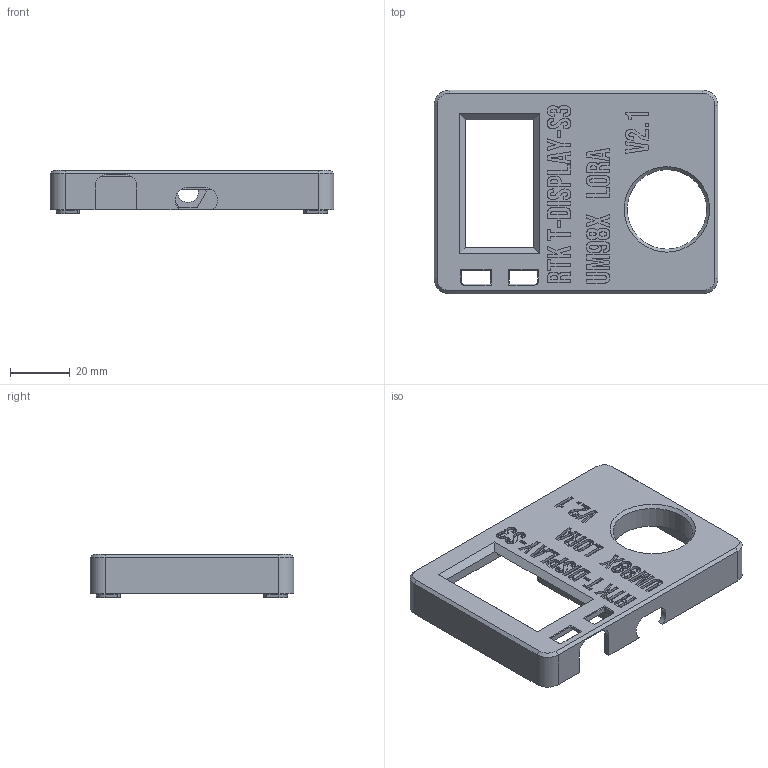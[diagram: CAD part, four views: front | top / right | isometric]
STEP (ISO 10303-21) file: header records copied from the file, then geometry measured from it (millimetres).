
FILE_DESCRIPTION(/* description */ ('STEP AP242','CAx-IF Rec.Pracs.---Representation and Presentation of Product Manufacturing Information (PMI)---4.0---2014-10-13','CAx-IF Rec.Pracs.---3D Tessellated Geometry---0.4---2014-09-14','2;1'),/* implementation_level */ '2;1');
FILE_NAME(/* name */ '680d5e779650f900c65faf33',/* time_stamp */ '2025-04-26T22:30:17Z',/* author */ (''),/* organization */ (''),/* preprocessor_version */ 'ST-DEVELOPER v20',/* originating_system */ 'ONSHAPE BY PTC INC, 1.197',/* authorisation */ ' ');
FILE_SCHEMA (('AP242_MANAGED_MODEL_BASED_3D_ENGINEERING_MIM_LF { 1 0 10303 442 1 1 4 }'));
Length unit declared in the file: metre
Products named in the file (1): Lid
Bounding box: 94.65 x 67.88 x 14.5 mm (x, y, z)
Volume: 19560.4 mm3; surface area: 20035.7 mm2
Topology: 1 solids, 1 shells, 619 faces, 1694 edges, 1118 vertices
Faces by surface type: plane 377, bspline 180, cylinder 51, cone 11
Full cylindrical faces by diameter (mm): 2.5 x4, 7 x1, 26.5 x1
Entity records: 19981 total; most frequent: CARTESIAN_POINT 5403, ORIENTED_EDGE 3372, DIRECTION 2333, EDGE_CURVE 1686, LINE 1199, VECTOR 1199, VERTEX_POINT 1117, EDGE_LOOP 677
